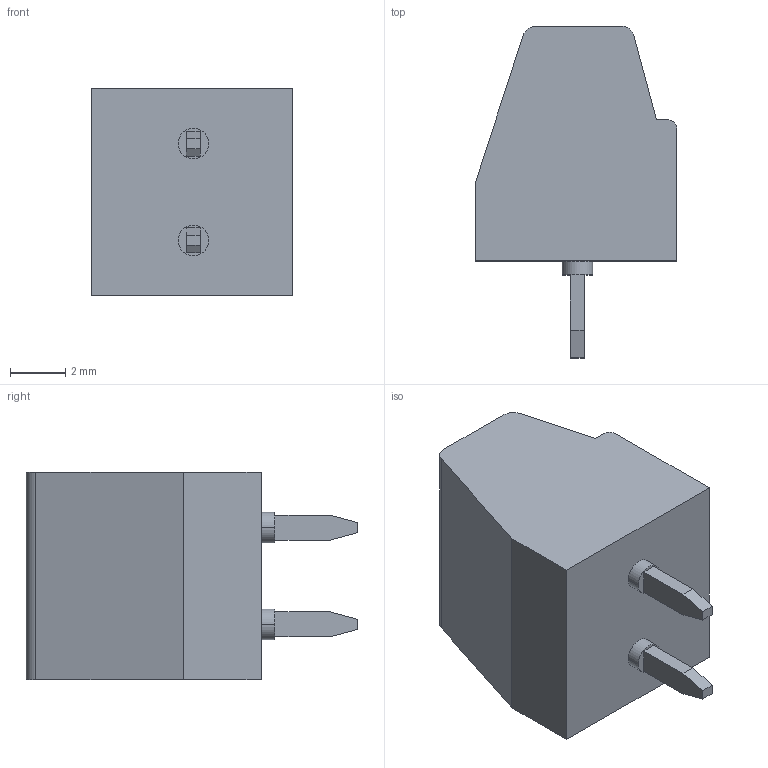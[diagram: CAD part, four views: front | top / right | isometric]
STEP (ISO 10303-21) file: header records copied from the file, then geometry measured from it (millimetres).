
FILE_DESCRIPTION(('SolidDesigner STEP Export'),'2;1');
FILE_NAME('mkds_1-2-3.5_bk.stp','2013-07-19T10:25:01',(''),(''),'Creo Elements/Direct Modeling STEP processor for AP214 (Solid Model)','Creo Elements/Direct Modeling 18.1B 29-Sep-2012 (C) Parametric Technology GmbH','');
FILE_SCHEMA(('AUTOMOTIVE_DESIGN { 1 0 10303 214 1 1 1 1 }'));
Length unit declared in the file: millimetre
Products named in the file (2): mkds_1-2-3.5_bk
Assembly tree (1 placements, depth 2):
  mkds_1-2-3.5_bk
    mkds_1-2-3.5_bk
Bounding box: 7.3 x 12 x 7.5 mm (x, y, z)
Volume: 364.2 mm3; surface area: 416.3 mm2
Topology: 1 solids, 1 shells, 130 faces, 326 edges, 212 vertices
Faces by surface type: plane 90, cylinder 40
Entity records: 4776 total; most frequent: ORIENTED_EDGE 652, CARTESIAN_POINT 631, DIRECTION 616, EDGE_CURVE 326, VECTOR 222, LINE 222, VERTEX_POINT 212, AXIS2_PLACEMENT_3D 197
